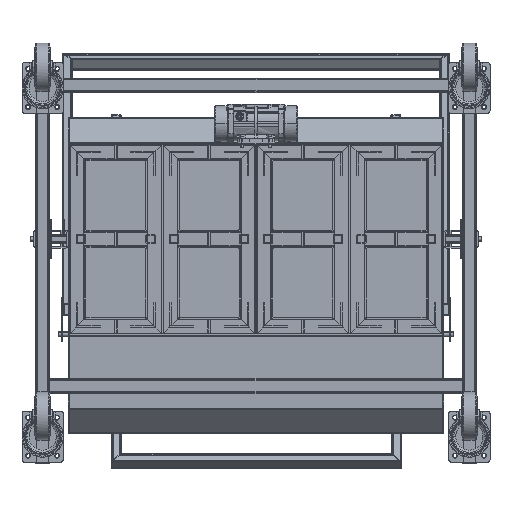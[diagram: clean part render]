
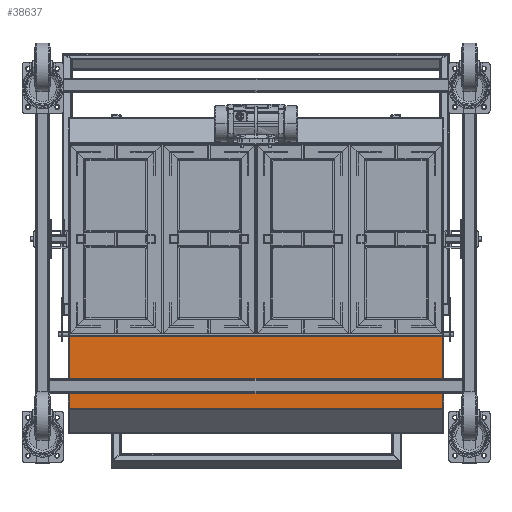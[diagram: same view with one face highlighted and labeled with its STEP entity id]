
A CAD part, front view. The second image highlights one B-rep face of the part: STEP entity #38637.
In plain terms, the highlighted free-form (B-spline) face has degree [1, 1] with [2, 2] control points.
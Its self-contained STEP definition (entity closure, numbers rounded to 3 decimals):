
#38201 = VERTEX_POINT('',#38202);
#38202 = CARTESIAN_POINT('',(-59.138,689.742,
    597.321));
#38258 = VERTEX_POINT('',#38259);
#38259 = CARTESIAN_POINT('',(947.813,689.742,
    597.321));
#38295 = EDGE_CURVE('',#38258,#38296,#38298,.T.);
#38296 = VERTEX_POINT('',#38297);
#38297 = CARTESIAN_POINT('',(947.813,689.742,
    791.22));
#38298 = B_SPLINE_CURVE_WITH_KNOTS('',1,(#38299,#38300),.UNSPECIFIED.,
  .F.,.F.,(2,2),(1.036,149.5),.PIECEWISE_BEZIER_KNOTS.);
#38299 = CARTESIAN_POINT('',(947.813,689.742,
    597.321));
#38300 = CARTESIAN_POINT('',(947.813,689.742,
    791.22));
#38324 = VERTEX_POINT('',#38325);
#38325 = CARTESIAN_POINT('',(-59.138,689.742,
    791.22));
#38361 = EDGE_CURVE('',#38201,#38324,#38362,.T.);
#38362 = B_SPLINE_CURVE_WITH_KNOTS('',1,(#38363,#38364),.UNSPECIFIED.,
  .F.,.F.,(2,2),(1.036,149.5),.PIECEWISE_BEZIER_KNOTS.);
#38363 = CARTESIAN_POINT('',(-59.138,689.742,
    597.321));
#38364 = CARTESIAN_POINT('',(-59.138,689.742,
    791.22));
#38624 = EDGE_CURVE('',#38201,#38258,#38625,.T.);
#38625 = B_SPLINE_CURVE_WITH_KNOTS('',1,(#38626,#38627),.UNSPECIFIED.,
  .F.,.F.,(2,2),(0.,771.),.PIECEWISE_BEZIER_KNOTS.);
#38626 = CARTESIAN_POINT('',(-59.138,689.742,
    597.321));
#38627 = CARTESIAN_POINT('',(947.813,689.742,
    597.321));
#38637 = ADVANCED_FACE('',(#38638),#38648,.F.);
#38638 = FACE_BOUND('',#38639,.T.);
#38639 = EDGE_LOOP('',(#38640,#38641,#38646,#38647));
#38640 = ORIENTED_EDGE('',*,*,#38295,.T.);
#38641 = ORIENTED_EDGE('',*,*,#38642,.F.);
#38642 = EDGE_CURVE('',#38324,#38296,#38643,.T.);
#38643 = B_SPLINE_CURVE_WITH_KNOTS('',1,(#38644,#38645),.UNSPECIFIED.,
  .F.,.F.,(2,2),(0.,771.),.PIECEWISE_BEZIER_KNOTS.);
#38644 = CARTESIAN_POINT('',(-59.138,689.742,
    791.22));
#38645 = CARTESIAN_POINT('',(947.813,689.742,
    791.22));
#38646 = ORIENTED_EDGE('',*,*,#38361,.F.);
#38647 = ORIENTED_EDGE('',*,*,#38624,.T.);
#38648 = B_SPLINE_SURFACE_WITH_KNOTS('',1,1,(
    (#38649,#38650)
    ,(#38651,#38652
    )),.UNSPECIFIED.,.F.,.F.,.F.,(2,2),(2,2),(-771.,0.),(1.036,
    149.5),.PIECEWISE_BEZIER_KNOTS.);
#38649 = CARTESIAN_POINT('',(947.813,689.742,
    597.321));
#38650 = CARTESIAN_POINT('',(947.813,689.742,
    791.22));
#38651 = CARTESIAN_POINT('',(-59.138,689.742,
    597.321));
#38652 = CARTESIAN_POINT('',(-59.138,689.742,
    791.22));
